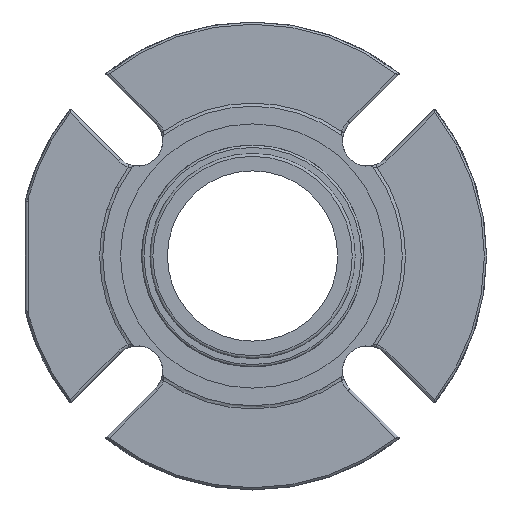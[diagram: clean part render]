
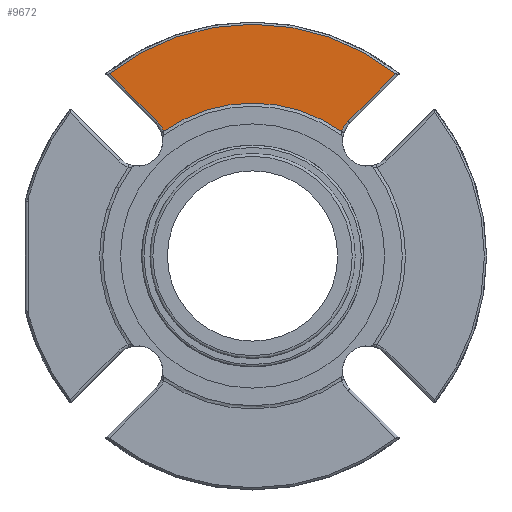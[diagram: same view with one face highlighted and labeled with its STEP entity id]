
A CAD part, left-side view. The second image highlights one B-rep face of the part: STEP entity #9672.
In plain terms, the highlighted planar face has unit normal (-1, 0, 0).
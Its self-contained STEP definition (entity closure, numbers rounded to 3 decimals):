
#394=PLANE('',#10539);
#1257=LINE('',#19032,#1764);
#1259=LINE('',#19050,#1766);
#1764=VECTOR('',#12460,1000.);
#1766=VECTOR('',#12470,1000.);
#3794=ORIENTED_EDGE('',*,*,#5805,.F.);
#3795=ORIENTED_EDGE('',*,*,#5801,.T.);
#3796=ORIENTED_EDGE('',*,*,#5879,.T.);
#3797=ORIENTED_EDGE('',*,*,#5881,.T.);
#3798=ORIENTED_EDGE('',*,*,#5882,.T.);
#3799=ORIENTED_EDGE('',*,*,#5807,.T.);
#5801=EDGE_CURVE('',#6931,#6932,#1257,.T.);
#5805=EDGE_CURVE('',#6931,#6934,#7542,.T.);
#5807=EDGE_CURVE('',#6935,#6934,#1259,.T.);
#5879=EDGE_CURVE('',#6932,#6973,#7571,.T.);
#5881=EDGE_CURVE('',#6973,#6974,#7573,.T.);
#5882=EDGE_CURVE('',#6974,#6935,#7574,.T.);
#6931=VERTEX_POINT('',#19033);
#6932=VERTEX_POINT('',#19034);
#6934=VERTEX_POINT('',#19044);
#6935=VERTEX_POINT('',#19051);
#6973=VERTEX_POINT('',#19231);
#6974=VERTEX_POINT('',#19236);
#7542=CIRCLE('',#10476,81.661);
#7571=CIRCLE('',#10537,9.75);
#7573=CIRCLE('',#10540,53.875);
#7574=CIRCLE('',#10541,9.75);
#8169=EDGE_LOOP('',(#3794,#3795,#3796,#3797,#3798,#3799));
#8847=FACE_BOUND('',#8169,.T.);
#9672=ADVANCED_FACE('',(#8847),#394,.F.);
#10476=AXIS2_PLACEMENT_3D('',#19043,#12466,#12467);
#10537=AXIS2_PLACEMENT_3D('',#19232,#12624,#12625);
#10539=AXIS2_PLACEMENT_3D('',#19234,#12628,#12629);
#10540=AXIS2_PLACEMENT_3D('',#19235,#12630,#12631);
#10541=AXIS2_PLACEMENT_3D('',#19237,#12632,#12633);
#12460=DIRECTION('',(0.,-0.707,-0.707));
#12466=DIRECTION('',(1.,0.,0.));
#12467=DIRECTION('',(0.,0.,-1.));
#12470=DIRECTION('',(0.,-0.707,0.707));
#12624=DIRECTION('',(1.,0.,0.));
#12625=DIRECTION('',(0.,1.,0.));
#12628=DIRECTION('',(1.,0.,0.));
#12629=DIRECTION('',(0.,1.,0.));
#12630=DIRECTION('',(1.,0.,0.));
#12631=DIRECTION('',(0.,1.,0.));
#12632=DIRECTION('',(1.,0.,0.));
#12633=DIRECTION('',(0.,1.,0.));
#19032=CARTESIAN_POINT('',(-8.421,19.293,33.082));
#19033=CARTESIAN_POINT('',(-8.421,50.436,64.224));
#19034=CARTESIAN_POINT('',(-8.421,33.535,47.323));
#19043=CARTESIAN_POINT('',(-8.421,0.,0.));
#19044=CARTESIAN_POINT('',(-8.421,-50.436,64.224));
#19050=CARTESIAN_POINT('',(-8.42,33.082,-19.293));
#19051=CARTESIAN_POINT('',(-8.421,-33.535,47.323));
#19231=CARTESIAN_POINT('',(-8.421,31.299,43.851));
#19232=CARTESIAN_POINT('',(-8.421,40.429,40.429));
#19234=CARTESIAN_POINT('',(-8.421,52.375,0.));
#19235=CARTESIAN_POINT('',(-8.421,0.,0.));
#19236=CARTESIAN_POINT('',(-8.421,-31.299,43.851));
#19237=CARTESIAN_POINT('',(-8.421,-40.429,40.429));
